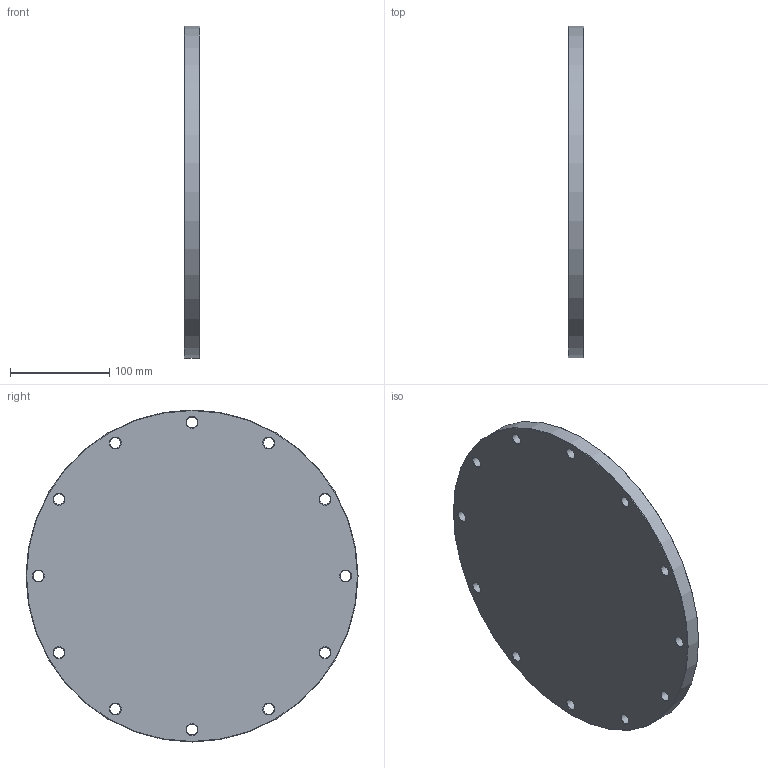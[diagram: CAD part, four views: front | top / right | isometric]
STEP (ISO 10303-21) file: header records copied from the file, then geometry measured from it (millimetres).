
FILE_DESCRIPTION(/* description */ (''),/* implementation_level */ '2;1');
FILE_NAME(/* name */ 'FL-A250LFB.stp',/* time_stamp */ '2018-07-12T12:14:34+01:00',/* author */ ('paul'),/* organization */ (''),/* preprocessor_version */ 'ST-DEVELOPER v17',/* originating_system */ 'Autodesk Inventor 2019',/* authorisation */ '');
FILE_SCHEMA (('AUTOMOTIVE_DESIGN { 1 0 10303 214 3 1 1 }'));
Length unit declared in the file: millimetre
Products named in the file (1): FL-A250LFB
Bounding box: 16 x 335 x 335 mm (x, y, z)
Volume: 1377093.4 mm3; surface area: 201100.9 mm2
Topology: 1 solids, 1 shells, 45 faces, 115 edges, 74 vertices
Faces by surface type: cone 26, cylinder 15, plane 4
Full cylindrical faces by diameter (mm): 11 x12, 248 x1, 261 x1, 335 x1
Entity records: 1486 total; most frequent: DIRECTION 281, CARTESIAN_POINT 235, ORIENTED_EDGE 230, AXIS2_PLACEMENT_3D 120, EDGE_CURVE 115, CIRCLE 74, VERTEX_POINT 74, EDGE_LOOP 71
